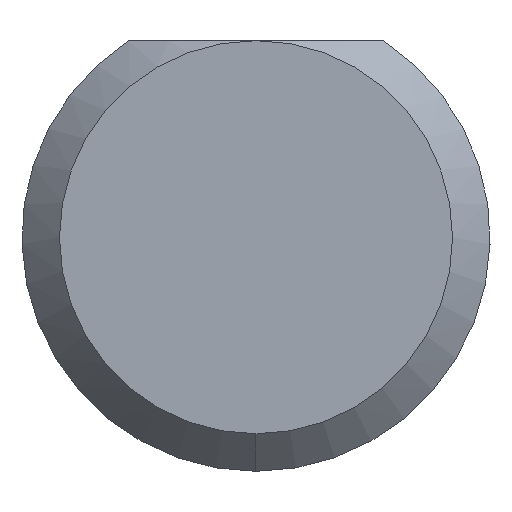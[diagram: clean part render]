
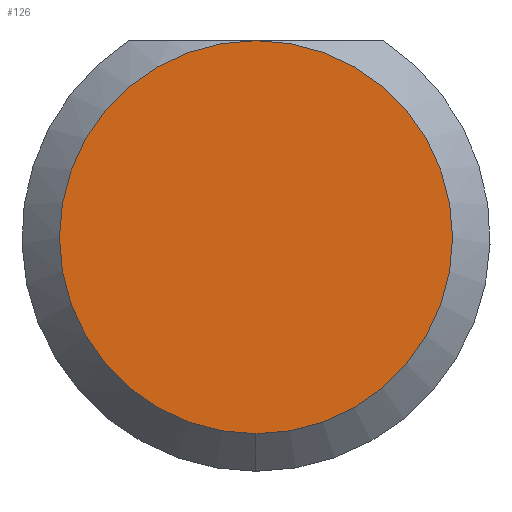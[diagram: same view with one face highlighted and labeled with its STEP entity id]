
A CAD part, left-side view. The second image highlights one B-rep face of the part: STEP entity #126.
In plain terms, the highlighted planar face has unit normal (-1, 0, 0).
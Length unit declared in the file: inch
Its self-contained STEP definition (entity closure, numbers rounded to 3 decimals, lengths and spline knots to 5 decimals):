
#1 = AXIS2_PLACEMENT_3D ( 'NONE', #580, #138, #286 ) ;
#6 = DIRECTION ( 'NONE',  ( -1., 0., 0. ) ) ;
#20 = DIRECTION ( 'NONE',  ( 1., 0., 0. ) ) ;
#39 = VERTEX_POINT ( 'NONE', #564 ) ;
#66 = DIRECTION ( 'NONE',  ( 0., 0., -1. ) ) ;
#70 = FACE_OUTER_BOUND ( 'NONE', #353, .T. ) ;
#114 = DIRECTION ( 'NONE',  ( 0., 0., -1. ) ) ;
#126 = ADVANCED_FACE ( 'NONE', ( #70 ), #312, .F. ) ;
#138 = DIRECTION ( 'NONE',  ( -1., 0., 0. ) ) ;
#173 = AXIS2_PLACEMENT_3D ( 'NONE', #611, #6, #66 ) ;
#174 = AXIS2_PLACEMENT_3D ( 'NONE', #566, #20, #114 ) ;
#243 = ORIENTED_EDGE ( 'NONE', *, *, #259, .T. ) ;
#259 = EDGE_CURVE ( 'NONE', #39, #477, #559, .T. ) ;
#286 = DIRECTION ( 'NONE',  ( 0., 0., -1. ) ) ;
#312 = PLANE ( 'NONE',  #174 ) ;
#353 = EDGE_LOOP ( 'NONE', ( #243, #562 ) ) ;
#453 = CIRCLE ( 'NONE', #173, 0.05235 ) ;
#457 = EDGE_CURVE ( 'NONE', #477, #39, #453, .T. ) ;
#477 = VERTEX_POINT ( 'NONE', #550 ) ;
#550 = CARTESIAN_POINT ( 'NONE',  ( 0., 0., -0.05235 ) ) ;
#559 = CIRCLE ( 'NONE', #1, 0.05235 ) ;
#562 = ORIENTED_EDGE ( 'NONE', *, *, #457, .T. ) ;
#564 = CARTESIAN_POINT ( 'NONE',  ( 0., 0., 0.05235 ) ) ;
#566 = CARTESIAN_POINT ( 'NONE',  ( 0., 0., 0. ) ) ;
#580 = CARTESIAN_POINT ( 'NONE',  ( 0., 0., 0. ) ) ;
#611 = CARTESIAN_POINT ( 'NONE',  ( 0., 0., 0. ) ) ;
